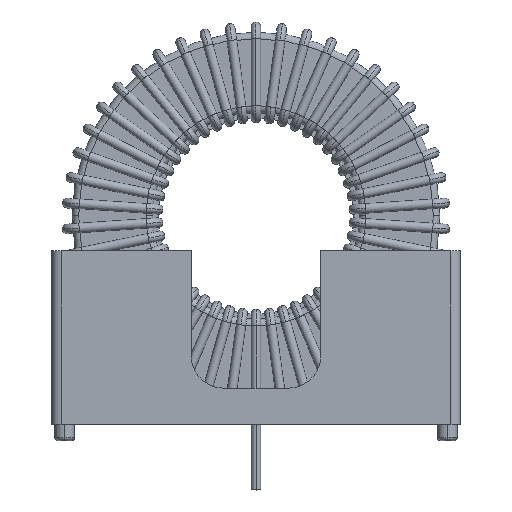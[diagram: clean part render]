
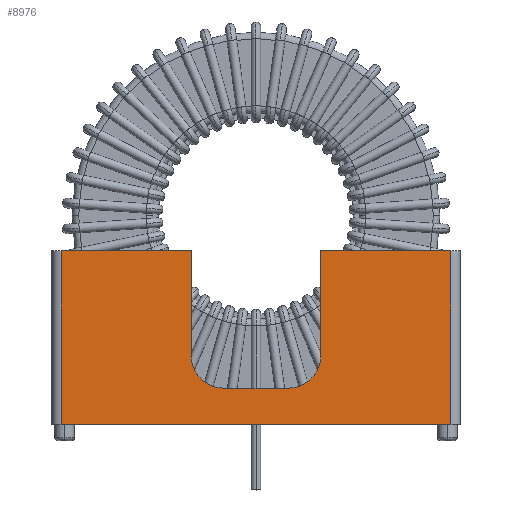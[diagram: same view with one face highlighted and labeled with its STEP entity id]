
A CAD part, top view. The second image highlights one B-rep face of the part: STEP entity #8976.
In plain terms, the highlighted planar face has unit normal (0, 0, 1).
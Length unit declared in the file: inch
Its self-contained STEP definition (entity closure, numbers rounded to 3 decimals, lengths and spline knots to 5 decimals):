
#438 = LINE ( 'NONE', #22141, #9083 ) ;
#1821 = DIRECTION ( 'NONE',  ( 1., 0., 0. ) ) ;
#2059 = CARTESIAN_POINT ( 'NONE',  ( -0.19833, 0.25954, 0.35 ) ) ;
#2115 = AXIS2_PLACEMENT_3D ( 'NONE', #45583, #23684, #1821 ) ;
#2256 = CARTESIAN_POINT ( 'NONE',  ( 0.19833, 0.58, 0.35 ) ) ;
#2772 = VERTEX_POINT ( 'NONE', #35504 ) ;
#2785 = CARTESIAN_POINT ( 'NONE',  ( 0.19833, 0.25954, 0.35 ) ) ;
#3180 = CARTESIAN_POINT ( 'NONE',  ( 0.19833, 0.25954, 0.35 ) ) ;
#3344 = VECTOR ( 'NONE', #20687, 39.37008 ) ;
#3397 = VERTEX_POINT ( 'NONE', #25255 ) ;
#3515 = VERTEX_POINT ( 'NONE', #44594 ) ;
#3926 = DIRECTION ( 'NONE',  ( 0., -1., 0. ) ) ;
#4642 = DIRECTION ( 'NONE',  ( 1., 0., 0. ) ) ;
#4648 = VERTEX_POINT ( 'NONE', #2256 ) ;
#5232 = CARTESIAN_POINT ( 'NONE',  ( 0.595, 0.58, 0.35 ) ) ;
#6960 = VECTOR ( 'NONE', #31241, 39.37008 ) ;
#7013 = CARTESIAN_POINT ( 'NONE',  ( -0.09917, 0.16037, 0.35 ) ) ;
#8192 = DIRECTION ( 'NONE',  ( 1., 0., 0. ) ) ;
#8493 = DIRECTION ( 'NONE',  ( 0., 0., -1. ) ) ;
#8880 = VERTEX_POINT ( 'NONE', #14690 ) ;
#8910 = CARTESIAN_POINT ( 'NONE',  ( -0.19833, 0.25954, 0.35 ) ) ;
#8976 = ADVANCED_FACE ( 'NONE', ( #13862 ), #37441, .F. ) ;
#9083 = VECTOR ( 'NONE', #3926, 39.37008 ) ;
#9328 = ORIENTED_EDGE ( 'NONE', *, *, #34521, .F. ) ;
#9815 = EDGE_CURVE ( 'NONE', #8880, #2772, #45112, .T. ) ;
#10296 = EDGE_CURVE ( 'NONE', #8880, #32183, #42957, .T. ) ;
#10576 = ORIENTED_EDGE ( 'NONE', *, *, #40164, .T. ) ;
#10878 = VECTOR ( 'NONE', #8192, 39.37008 ) ;
#10966 = LINE ( 'NONE', #2059, #6960 ) ;
#11371 = ORIENTED_EDGE ( 'NONE', *, *, #15499, .F. ) ;
#12875 = EDGE_CURVE ( 'NONE', #44320, #3397, #438, .T. ) ;
#13862 = FACE_OUTER_BOUND ( 'NONE', #15832, .T. ) ;
#14233 = DIRECTION ( 'NONE',  ( 0., 1., 0. ) ) ;
#14690 = CARTESIAN_POINT ( 'NONE',  ( -0.595, 0.58, 0.35 ) ) ;
#15499 = EDGE_CURVE ( 'NONE', #2772, #38352, #10966, .T. ) ;
#15670 = VERTEX_POINT ( 'NONE', #32648 ) ;
#15832 = EDGE_LOOP ( 'NONE', ( #41496, #11371, #26823, #36133, #10576, #42025, #47182, #30623, #26635, #9328 ) ) ;
#15916 = AXIS2_PLACEMENT_3D ( 'NONE', #42411, #20607, #46114 ) ;
#16717 = EDGE_CURVE ( 'NONE', #20271, #4648, #25535, .T. ) ;
#20271 = VERTEX_POINT ( 'NONE', #2785 ) ;
#20568 = LINE ( 'NONE', #33617, #10878 ) ;
#20607 = DIRECTION ( 'NONE',  ( 0., 0., 1. ) ) ;
#20687 = DIRECTION ( 'NONE',  ( 1., 0., 0. ) ) ;
#20985 = CARTESIAN_POINT ( 'NONE',  ( -0.595, 0.05, 0.35 ) ) ;
#21497 = CIRCLE ( 'NONE', #15916, 0.09917 ) ;
#22141 = CARTESIAN_POINT ( 'NONE',  ( 0.595, 0.08, 0.35 ) ) ;
#23171 = EDGE_CURVE ( 'NONE', #38352, #3515, #44971, .T. ) ;
#23543 = VECTOR ( 'NONE', #47044, 39.37008 ) ;
#23684 = DIRECTION ( 'NONE',  ( 0., 0., 1. ) ) ;
#25255 = CARTESIAN_POINT ( 'NONE',  ( 0.595, 0.05, 0.35 ) ) ;
#25535 = LINE ( 'NONE', #3180, #43839 ) ;
#26035 = VECTOR ( 'NONE', #32471, 39.37008 ) ;
#26462 = CARTESIAN_POINT ( 'NONE',  ( -0.595, 0.58, 0.35 ) ) ;
#26635 = ORIENTED_EDGE ( 'NONE', *, *, #41227, .F. ) ;
#26823 = ORIENTED_EDGE ( 'NONE', *, *, #9815, .F. ) ;
#30258 = CARTESIAN_POINT ( 'NONE',  ( -0.595, 0.08, 0.35 ) ) ;
#30623 = ORIENTED_EDGE ( 'NONE', *, *, #16717, .F. ) ;
#31241 = DIRECTION ( 'NONE',  ( 0., -1., 0. ) ) ;
#31287 = LINE ( 'NONE', #42491, #3344 ) ;
#32183 = VERTEX_POINT ( 'NONE', #20985 ) ;
#32471 = DIRECTION ( 'NONE',  ( 1., 0., 0. ) ) ;
#32648 = CARTESIAN_POINT ( 'NONE',  ( 0.09917, 0.16037, 0.35 ) ) ;
#33617 = CARTESIAN_POINT ( 'NONE',  ( -0.595, 0.58, 0.35 ) ) ;
#33906 = DIRECTION ( 'NONE',  ( -1., 0., 0. ) ) ;
#34521 = EDGE_CURVE ( 'NONE', #3515, #15670, #35736, .T. ) ;
#35335 = VECTOR ( 'NONE', #4642, 39.37008 ) ;
#35504 = CARTESIAN_POINT ( 'NONE',  ( -0.19833, 0.58, 0.35 ) ) ;
#35736 = LINE ( 'NONE', #7013, #26035 ) ;
#36133 = ORIENTED_EDGE ( 'NONE', *, *, #10296, .T. ) ;
#37075 = EDGE_CURVE ( 'NONE', #4648, #44320, #20568, .T. ) ;
#37441 = PLANE ( 'NONE',  #45616 ) ;
#38352 = VERTEX_POINT ( 'NONE', #8910 ) ;
#40164 = EDGE_CURVE ( 'NONE', #32183, #3397, #31287, .T. ) ;
#41227 = EDGE_CURVE ( 'NONE', #15670, #20271, #21497, .T. ) ;
#41496 = ORIENTED_EDGE ( 'NONE', *, *, #23171, .F. ) ;
#42025 = ORIENTED_EDGE ( 'NONE', *, *, #12875, .F. ) ;
#42411 = CARTESIAN_POINT ( 'NONE',  ( 0.09917, 0.25954, 0.35 ) ) ;
#42491 = CARTESIAN_POINT ( 'NONE',  ( -0.595, 0.05, 0.35 ) ) ;
#42957 = LINE ( 'NONE', #43186, #23543 ) ;
#43186 = CARTESIAN_POINT ( 'NONE',  ( -0.595, 0.08, 0.35 ) ) ;
#43839 = VECTOR ( 'NONE', #14233, 39.37008 ) ;
#44320 = VERTEX_POINT ( 'NONE', #5232 ) ;
#44594 = CARTESIAN_POINT ( 'NONE',  ( -0.09917, 0.16037, 0.35 ) ) ;
#44971 = CIRCLE ( 'NONE', #2115, 0.09917 ) ;
#45112 = LINE ( 'NONE', #26462, #35335 ) ;
#45583 = CARTESIAN_POINT ( 'NONE',  ( -0.09917, 0.25954, 0.35 ) ) ;
#45616 = AXIS2_PLACEMENT_3D ( 'NONE', #30258, #8493, #33906 ) ;
#46114 = DIRECTION ( 'NONE',  ( 1., 0., 0. ) ) ;
#47044 = DIRECTION ( 'NONE',  ( 0., -1., 0. ) ) ;
#47182 = ORIENTED_EDGE ( 'NONE', *, *, #37075, .F. ) ;
